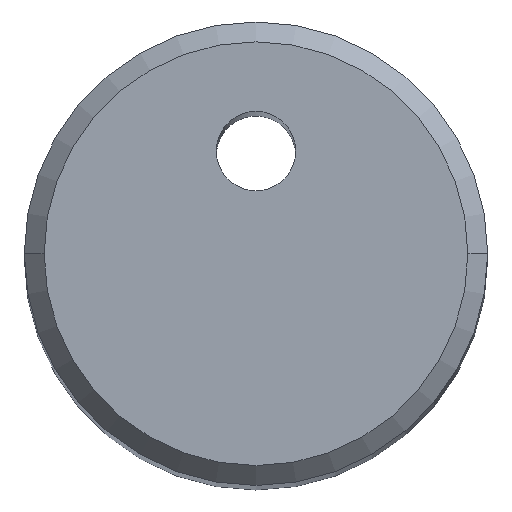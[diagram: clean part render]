
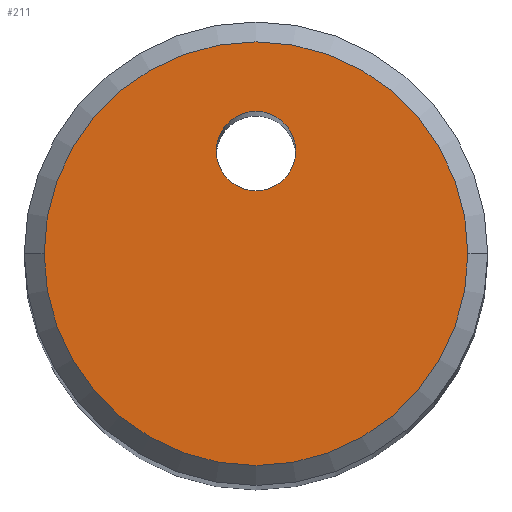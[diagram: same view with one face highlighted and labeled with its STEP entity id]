
A CAD part, top view. The second image highlights one B-rep face of the part: STEP entity #211.
In plain terms, the highlighted planar face has unit normal (0, 0, 1).
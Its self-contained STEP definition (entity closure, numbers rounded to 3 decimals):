
#147=EDGE_CURVE('NONE',#191,#361,#409,.T.);
#163=VERTEX_POINT('NONE',#427);
#191=VERTEX_POINT('NONE',#456);
#211=ADVANCED_FACE('NONE',(#479,#480),#481,.F.);
#275=EDGE_CURVE('NONE',#329,#163,#554,.T.);
#281=EDGE_CURVE('NONE',#163,#329,#560,.T.);
#299=EDGE_CURVE('NONE',#361,#191,#580,.T.);
#329=VERTEX_POINT('NONE',#611);
#361=VERTEX_POINT('NONE',#648);
#409=CIRCLE('',#689,3.2);
#427=CARTESIAN_POINT('',(0.6,1.55,0.0));
#456=CARTESIAN_POINT('',(-3.2,0.,0.0));
#479=FACE_OUTER_BOUND('',#838,.T.);
#480=FACE_BOUND('',#839,.T.);
#481=PLANE('',#840);
#554=CIRCLE('',#999,0.6);
#560=CIRCLE('',#1008,0.6);
#580=CIRCLE('',#1036,3.2);
#611=CARTESIAN_POINT('',(-0.6,1.55,0.0));
#648=CARTESIAN_POINT('',(3.2,0.,0.0));
#689=AXIS2_PLACEMENT_3D('',#1252,#1253,#1254);
#838=EDGE_LOOP('',(#1326,#1327));
#839=EDGE_LOOP('',(#1328,#1329));
#840=AXIS2_PLACEMENT_3D('',#1330,#1331,#1332);
#999=AXIS2_PLACEMENT_3D('',#1424,#1425,#1426);
#1008=AXIS2_PLACEMENT_3D('',#1428,#1429,#1430);
#1036=AXIS2_PLACEMENT_3D('',#1459,#1460,#1461);
#1252=CARTESIAN_POINT('',(0.0,0.0,0.0));
#1253=DIRECTION('',(0.0,0.0,1.0));
#1254=DIRECTION('',(-1.0,0.,0.0));
#1326=ORIENTED_EDGE('',*,*,#147,.T.);
#1327=ORIENTED_EDGE('',*,*,#299,.T.);
#1328=ORIENTED_EDGE('',*,*,#281,.F.);
#1329=ORIENTED_EDGE('',*,*,#275,.F.);
#1330=CARTESIAN_POINT('',(0.0,0.0,0.0));
#1331=DIRECTION('',(0.0,0.0,-1.0));
#1332=DIRECTION('',(-1.0,0.0,0.0));
#1424=CARTESIAN_POINT('',(0.,1.55,0.0));
#1425=DIRECTION('',(0.0,0.0,1.0));
#1426=DIRECTION('',(1.0,0.,-0.0));
#1428=CARTESIAN_POINT('',(0.,1.55,0.0));
#1429=DIRECTION('',(0.0,0.0,1.0));
#1430=DIRECTION('',(1.0,0.,-0.0));
#1459=CARTESIAN_POINT('',(0.0,0.0,0.0));
#1460=DIRECTION('',(0.0,0.0,1.0));
#1461=DIRECTION('',(-1.0,0.,0.0));
